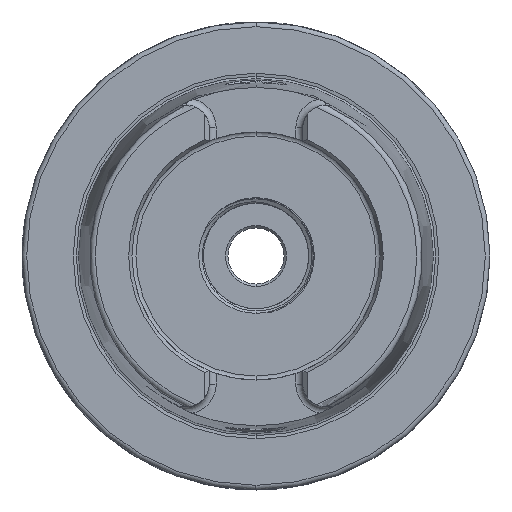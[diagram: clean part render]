
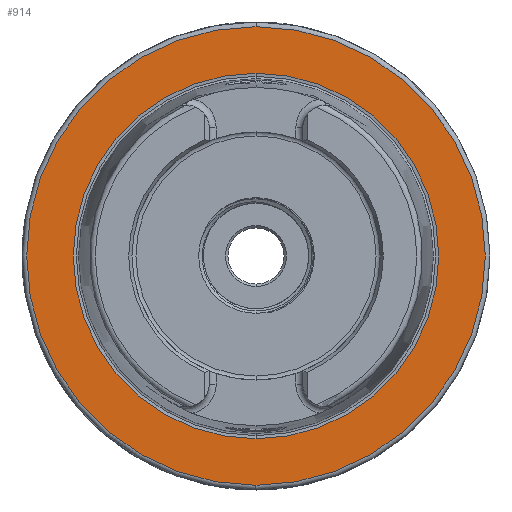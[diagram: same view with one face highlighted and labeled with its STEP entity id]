
A CAD part, left-side view. The second image highlights one B-rep face of the part: STEP entity #914.
In plain terms, the highlighted planar face has unit normal (-1, 0, 0).
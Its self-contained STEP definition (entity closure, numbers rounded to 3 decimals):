
#750 = EDGE_CURVE ( 'NONE', #32989, #32988, #1115, .T. ) ;
#778 = EDGE_CURVE ( 'NONE', #32985, #32984, #1122, .T. ) ;
#914 = ADVANCED_FACE ( 'NONE', ( #1615, #1618 ), #26647, .T. ) ;
#1115 = CIRCLE ( 'NONE', #37227, 39.054 ) ;
#1122 = CIRCLE ( 'NONE', #4039, 49. ) ;
#1285 = CIRCLE ( 'NONE', #15221, 39.054 ) ;
#1286 = CIRCLE ( 'NONE', #30575, 49. ) ;
#1615 = FACE_OUTER_BOUND ( 'NONE', #32213, .T. ) ;
#1618 = FACE_BOUND ( 'NONE', #32241, .T. ) ;
#1620 = AXIS2_PLACEMENT_3D ( 'NONE', #26649, #26651, #26653 ) ;
#4039 = AXIS2_PLACEMENT_3D ( 'NONE', #30661, #30665, #30666 ) ;
#15221 = AXIS2_PLACEMENT_3D ( 'NONE', #37450, #37451, #37452 ) ;
#20582 = CARTESIAN_POINT ( 'NONE',  ( 0., 0., -49. ) ) ;
#20583 = CARTESIAN_POINT ( 'NONE',  ( 0., 0., 49. ) ) ;
#20586 = CARTESIAN_POINT ( 'NONE',  ( 0., 0., -39.054 ) ) ;
#20587 = CARTESIAN_POINT ( 'NONE',  ( 0., 0., 39.054 ) ) ;
#26647 = PLANE ( 'NONE',  #1620 ) ;
#26649 = CARTESIAN_POINT ( 'NONE',  ( 0., 39.054, 0. ) ) ;
#26651 = DIRECTION ( 'NONE',  ( -1., 0., 0. ) ) ;
#26653 = DIRECTION ( 'NONE',  ( 0., 0., 1. ) ) ;
#30575 = AXIS2_PLACEMENT_3D ( 'NONE', #37453, #37454, #37455 ) ;
#30661 = CARTESIAN_POINT ( 'NONE',  ( 0., 0., 0. ) ) ;
#30665 = DIRECTION ( 'NONE',  ( -1., 0., 0. ) ) ;
#30666 = DIRECTION ( 'NONE',  ( 0., 0., 1. ) ) ;
#31080 = CARTESIAN_POINT ( 'NONE',  ( 0., 0., 0. ) ) ;
#31081 = DIRECTION ( 'NONE',  ( 1., 0., 0. ) ) ;
#31082 = DIRECTION ( 'NONE',  ( 0., 0., -1. ) ) ;
#32213 = EDGE_LOOP ( 'NONE', ( #32343, #32348 ) ) ;
#32241 = EDGE_LOOP ( 'NONE', ( #32280, #32281 ) ) ;
#32280 = ORIENTED_EDGE ( 'NONE', *, *, #750, .T. ) ;
#32281 = ORIENTED_EDGE ( 'NONE', *, *, #33133, .T. ) ;
#32343 = ORIENTED_EDGE ( 'NONE', *, *, #778, .T. ) ;
#32348 = ORIENTED_EDGE ( 'NONE', *, *, #33134, .T. ) ;
#32984 = VERTEX_POINT ( 'NONE', #20582 ) ;
#32985 = VERTEX_POINT ( 'NONE', #20583 ) ;
#32988 = VERTEX_POINT ( 'NONE', #20586 ) ;
#32989 = VERTEX_POINT ( 'NONE', #20587 ) ;
#33133 = EDGE_CURVE ( 'NONE', #32988, #32989, #1285, .T. ) ;
#33134 = EDGE_CURVE ( 'NONE', #32984, #32985, #1286, .T. ) ;
#37227 = AXIS2_PLACEMENT_3D ( 'NONE', #31080, #31081, #31082 ) ;
#37450 = CARTESIAN_POINT ( 'NONE',  ( 0., 0., 0. ) ) ;
#37451 = DIRECTION ( 'NONE',  ( 1., 0., 0. ) ) ;
#37452 = DIRECTION ( 'NONE',  ( 0., 0., -1. ) ) ;
#37453 = CARTESIAN_POINT ( 'NONE',  ( 0., 0., 0. ) ) ;
#37454 = DIRECTION ( 'NONE',  ( -1., 0., 0. ) ) ;
#37455 = DIRECTION ( 'NONE',  ( 0., 0., 1. ) ) ;
